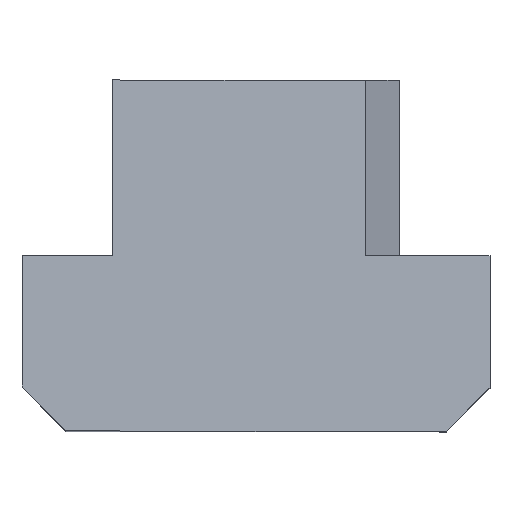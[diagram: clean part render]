
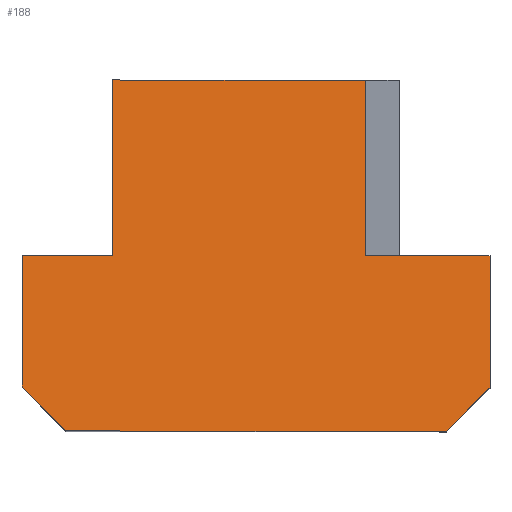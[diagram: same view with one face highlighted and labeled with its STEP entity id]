
A CAD part, top view. The second image highlights one B-rep face of the part: STEP entity #188.
In plain terms, the highlighted planar face has unit normal (0.574, 0, 0.819).
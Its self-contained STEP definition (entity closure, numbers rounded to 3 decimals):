
#102=VERTEX_POINT('',#267);
#110=EDGE_CURVE('',#136,#176,#275,.T.);
#116=VERTEX_POINT('',#281);
#136=VERTEX_POINT('',#304);
#138=EDGE_CURVE('',#166,#116,#306,.T.);
#140=VERTEX_POINT('',#308);
#142=EDGE_CURVE('',#180,#144,#310,.T.);
#144=VERTEX_POINT('',#312);
#154=EDGE_CURVE('',#212,#204,#324,.T.);
#162=EDGE_CURVE('',#140,#166,#333,.T.);
#164=EDGE_CURVE('',#176,#204,#335,.T.);
#166=VERTEX_POINT('',#337);
#170=EDGE_CURVE('',#116,#136,#341,.T.);
#176=VERTEX_POINT('',#348);
#178=EDGE_CURVE('',#212,#102,#350,.T.);
#180=VERTEX_POINT('',#352);
#184=EDGE_CURVE('',#144,#140,#357,.T.);
#188=ADVANCED_FACE('',(#362),#363,.F.);
#204=VERTEX_POINT('',#379);
#212=VERTEX_POINT('',#387);
#222=EDGE_CURVE('',#102,#180,#398,.T.);
#267=CARTESIAN_POINT('',(16.0,0.0,0.76));
#275=LINE('',#451,#452);
#281=CARTESIAN_POINT('',(-16.0,0.,23.167));
#304=CARTESIAN_POINT('',(-9.8,0.,18.826));
#306=LINE('',#492,#493);
#308=CARTESIAN_POINT('',(-13.0,-12.0,21.066));
#310=LINE('',#498,#499);
#312=CARTESIAN_POINT('',(13.0,-12.0,2.861));
#324=LINE('',#516,#517);
#333=LINE('',#529,#530);
#335=LINE('',#533,#534);
#337=CARTESIAN_POINT('',(-16.0,-9.0,23.167));
#341=LINE('',#541,#542);
#348=CARTESIAN_POINT('',(-9.8,12.0,18.826));
#350=LINE('',#554,#555);
#352=CARTESIAN_POINT('',(16.0,-9.0,0.76));
#357=LINE('',#563,#564);
#362=FACE_OUTER_BOUND('',#569,.T.);
#363=PLANE('',#570);
#379=CARTESIAN_POINT('',(7.481,12.0,6.725));
#387=CARTESIAN_POINT('',(7.481,0.0,6.725));
#398=LINE('',#624,#625);
#451=CARTESIAN_POINT('',(-9.8,6.0,18.826));
#452=VECTOR('',#669,1.0);
#492=CARTESIAN_POINT('',(-16.0,0.,23.167));
#493=VECTOR('',#698,1.0);
#498=CARTESIAN_POINT('',(7.788,-17.212,6.51));
#499=VECTOR('',#699,1.0);
#516=CARTESIAN_POINT('',(7.481,6.5,6.725));
#517=VECTOR('',#718,1.0);
#529=CARTESIAN_POINT('',(-13.896,-11.104,21.694));
#530=VECTOR('',#728,1.0);
#533=CARTESIAN_POINT('',(-0.808,12.0,12.53));
#534=VECTOR('',#729,1.);
#541=CARTESIAN_POINT('',(-7.384,0.,17.134));
#542=VECTOR('',#730,1.);
#554=CARTESIAN_POINT('',(1.272,0.,11.073));
#555=VECTOR('',#740,1.);
#563=CARTESIAN_POINT('',(-8.458,-12.0,17.886));
#564=VECTOR('',#750,1.);
#569=EDGE_LOOP('',(#762,#763,#764,#765,#766,#767,#768,#769,#770,#771));
#570=AXIS2_PLACEMENT_3D('',#772,#773,#774);
#624=CARTESIAN_POINT('',(16.0,-4.5,0.76));
#625=VECTOR('',#792,1.0);
#669=DIRECTION('',(0.0,1.0,0.));
#698=DIRECTION('',(0.0,1.0,0.));
#699=DIRECTION('',(-0.634,-0.634,0.444));
#718=DIRECTION('',(0.,1.0,0.));
#728=DIRECTION('',(-0.634,0.634,0.444));
#729=DIRECTION('',(0.819,0.,-0.574));
#730=DIRECTION('',(0.819,0.,-0.574));
#740=DIRECTION('',(0.819,0.,-0.574));
#750=DIRECTION('',(-0.819,0.,0.574));
#762=ORIENTED_EDGE('',*,*,#178,.F.);
#763=ORIENTED_EDGE('',*,*,#154,.T.);
#764=ORIENTED_EDGE('',*,*,#164,.F.);
#765=ORIENTED_EDGE('',*,*,#110,.F.);
#766=ORIENTED_EDGE('',*,*,#170,.F.);
#767=ORIENTED_EDGE('',*,*,#138,.F.);
#768=ORIENTED_EDGE('',*,*,#162,.F.);
#769=ORIENTED_EDGE('',*,*,#184,.F.);
#770=ORIENTED_EDGE('',*,*,#142,.F.);
#771=ORIENTED_EDGE('',*,*,#222,.F.);
#772=CARTESIAN_POINT('',(0.0,0.,11.964));
#773=DIRECTION('',(-0.574,0.,-0.819));
#774=DIRECTION('',(0.819,0.,-0.574));
#792=DIRECTION('',(0.0,-1.0,0.));
